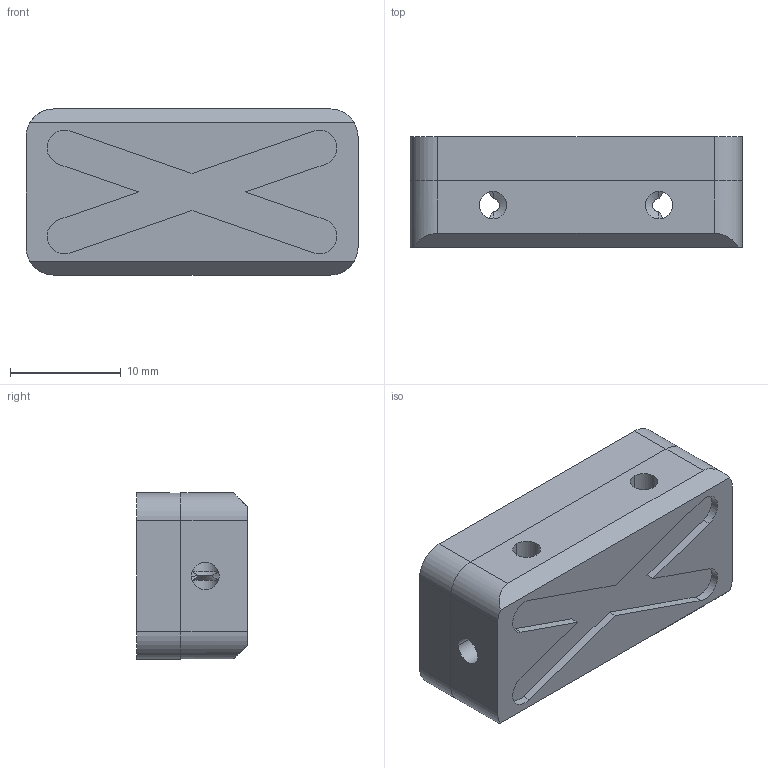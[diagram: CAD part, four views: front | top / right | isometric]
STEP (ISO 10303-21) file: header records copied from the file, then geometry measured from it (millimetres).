
FILE_DESCRIPTION (( 'STEP AP214' ), '1' );
FILE_NAME ('S17015210.STEP', '2024-01-26T19:19:39', ( '' ), ( '' ), 'SwSTEP 2.0', 'SolidWorks 2023', '' );
FILE_SCHEMA (( 'AUTOMOTIVE_DESIGN' ));
Length unit declared in the file: millimetre
Products named in the file (4): S90A002; S17015210; 17S015210; 62S015210
Assembly tree (2 placements, depth 2):
  S90A002
  S17015210
    17S015210
    62S015210
Bounding box: 30 x 10 x 15 mm (x, y, z)
Volume: 4077.4 mm3; surface area: 2970.3 mm2
Topology: 2 solids, 2 shells, 67 faces, 164 edges, 100 vertices
Faces by surface type: cylinder 26, plane 23, cone 18
Entity records: 2079 total; most frequent: CARTESIAN_POINT 384, DIRECTION 354, ORIENTED_EDGE 328, EDGE_CURVE 164, AXIS2_PLACEMENT_3D 134, VERTEX_POINT 100, VECTOR 86, LINE 86
